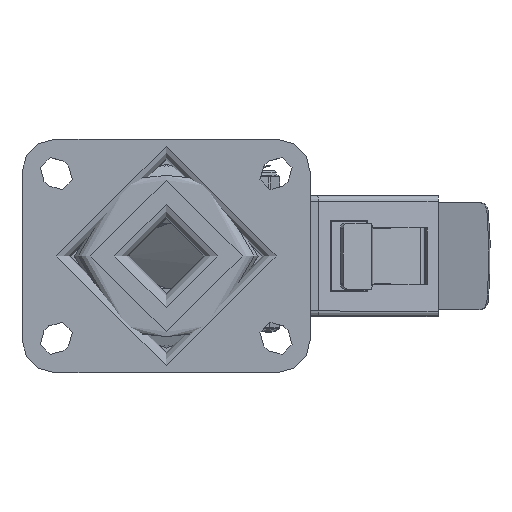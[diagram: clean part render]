
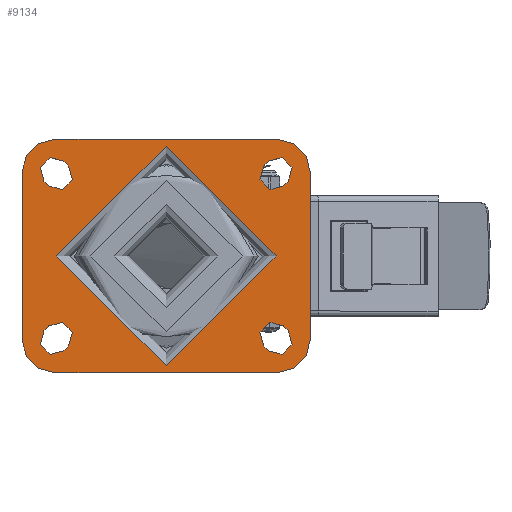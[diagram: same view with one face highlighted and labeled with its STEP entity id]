
A CAD part, top view. The second image highlights one B-rep face of the part: STEP entity #9134.
In plain terms, the highlighted planar face has unit normal (0, 0, 1).
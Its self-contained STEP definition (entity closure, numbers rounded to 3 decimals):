
#492=FACE_BOUND('',#3196,.T.);
#493=FACE_BOUND('',#3197,.T.);
#494=FACE_BOUND('',#3198,.T.);
#495=FACE_BOUND('',#3199,.T.);
#496=FACE_BOUND('',#3200,.T.);
#545=PLANE('',#9905);
#911=LINE('',#13739,#1733);
#912=LINE('',#13740,#1734);
#913=LINE('',#13741,#1735);
#914=LINE('',#13742,#1736);
#915=LINE('',#13743,#1737);
#916=LINE('',#13744,#1738);
#917=LINE('',#13745,#1739);
#918=LINE('',#13746,#1740);
#919=LINE('',#13747,#1741);
#920=LINE('',#13748,#1742);
#921=LINE('',#13749,#1743);
#922=LINE('',#13750,#1744);
#1733=VECTOR('',#11038,1000.);
#1734=VECTOR('',#11039,1000.);
#1735=VECTOR('',#11040,1000.);
#1736=VECTOR('',#11041,1000.);
#1737=VECTOR('',#11042,1000.);
#1738=VECTOR('',#11043,1000.);
#1739=VECTOR('',#11044,1000.);
#1740=VECTOR('',#11045,1000.);
#1741=VECTOR('',#11046,1000.);
#1742=VECTOR('',#11047,1000.);
#1743=VECTOR('',#11048,1000.);
#1744=VECTOR('',#11049,1000.);
#2661=FACE_OUTER_BOUND('',#3195,.T.);
#3195=EDGE_LOOP('',(#6554,#6555,#6556,#6557,#6558,#6559,#6560,#6561));
#3196=EDGE_LOOP('',(#6562,#6563,#6564,#6565));
#3197=EDGE_LOOP('',(#6566,#6567,#6568,#6569));
#3198=EDGE_LOOP('',(#6570,#6571,#6572,#6573));
#3199=EDGE_LOOP('',(#6574,#6575,#6576,#6577));
#3200=EDGE_LOOP('',(#6578));
#3758=CIRCLE('',#9784,5.125);
#3759=CIRCLE('',#9786,5.125);
#3762=CIRCLE('',#9790,5.125);
#3763=CIRCLE('',#9792,5.125);
#3765=CIRCLE('',#9795,5.125);
#3768=CIRCLE('',#9799,5.125);
#3769=CIRCLE('',#9801,5.125);
#3772=CIRCLE('',#9805,5.125);
#3773=CIRCLE('',#9807,12.);
#3775=CIRCLE('',#9810,12.);
#3777=CIRCLE('',#9813,12.);
#3779=CIRCLE('',#9816,12.);
#3800=CIRCLE('',#9847,40.);
#4110=VERTEX_POINT('',#13379);
#4111=VERTEX_POINT('',#13381);
#4112=VERTEX_POINT('',#13385);
#4113=VERTEX_POINT('',#13386);
#4118=VERTEX_POINT('',#13397);
#4119=VERTEX_POINT('',#13399);
#4120=VERTEX_POINT('',#13403);
#4121=VERTEX_POINT('',#13404);
#4124=VERTEX_POINT('',#13412);
#4125=VERTEX_POINT('',#13413);
#4130=VERTEX_POINT('',#13424);
#4131=VERTEX_POINT('',#13426);
#4132=VERTEX_POINT('',#13430);
#4133=VERTEX_POINT('',#13431);
#4138=VERTEX_POINT('',#13442);
#4139=VERTEX_POINT('',#13444);
#4140=VERTEX_POINT('',#13448);
#4141=VERTEX_POINT('',#13449);
#4144=VERTEX_POINT('',#13457);
#4145=VERTEX_POINT('',#13458);
#4148=VERTEX_POINT('',#13466);
#4149=VERTEX_POINT('',#13467);
#4152=VERTEX_POINT('',#13475);
#4153=VERTEX_POINT('',#13476);
#4170=VERTEX_POINT('',#13530);
#4990=EDGE_CURVE('',#4111,#4110,#3758,.T.);
#4992=EDGE_CURVE('',#4112,#4113,#3759,.T.);
#4998=EDGE_CURVE('',#4119,#4118,#3762,.T.);
#5000=EDGE_CURVE('',#4120,#4121,#3763,.T.);
#5004=EDGE_CURVE('',#4124,#4125,#3765,.T.);
#5010=EDGE_CURVE('',#4131,#4130,#3768,.T.);
#5012=EDGE_CURVE('',#4132,#4133,#3769,.T.);
#5018=EDGE_CURVE('',#4139,#4138,#3772,.T.);
#5020=EDGE_CURVE('',#4140,#4141,#3773,.T.);
#5024=EDGE_CURVE('',#4144,#4145,#3775,.T.);
#5028=EDGE_CURVE('',#4148,#4149,#3777,.T.);
#5032=EDGE_CURVE('',#4152,#4153,#3779,.T.);
#5059=EDGE_CURVE('',#4170,#4170,#3800,.T.);
#5163=EDGE_CURVE('',#4149,#4152,#911,.T.);
#5164=EDGE_CURVE('',#4145,#4148,#912,.T.);
#5165=EDGE_CURVE('',#4141,#4144,#913,.T.);
#5166=EDGE_CURVE('',#4153,#4140,#914,.T.);
#5167=EDGE_CURVE('',#4110,#4112,#915,.T.);
#5168=EDGE_CURVE('',#4113,#4111,#916,.T.);
#5169=EDGE_CURVE('',#4118,#4120,#917,.T.);
#5170=EDGE_CURVE('',#4121,#4119,#918,.T.);
#5171=EDGE_CURVE('',#4125,#4131,#919,.T.);
#5172=EDGE_CURVE('',#4130,#4124,#920,.T.);
#5173=EDGE_CURVE('',#4133,#4139,#921,.T.);
#5174=EDGE_CURVE('',#4138,#4132,#922,.T.);
#6554=ORIENTED_EDGE('',*,*,#5032,.F.);
#6555=ORIENTED_EDGE('',*,*,#5163,.F.);
#6556=ORIENTED_EDGE('',*,*,#5028,.F.);
#6557=ORIENTED_EDGE('',*,*,#5164,.F.);
#6558=ORIENTED_EDGE('',*,*,#5024,.F.);
#6559=ORIENTED_EDGE('',*,*,#5165,.F.);
#6560=ORIENTED_EDGE('',*,*,#5020,.F.);
#6561=ORIENTED_EDGE('',*,*,#5166,.F.);
#6562=ORIENTED_EDGE('',*,*,#5167,.T.);
#6563=ORIENTED_EDGE('',*,*,#4992,.T.);
#6564=ORIENTED_EDGE('',*,*,#5168,.T.);
#6565=ORIENTED_EDGE('',*,*,#4990,.T.);
#6566=ORIENTED_EDGE('',*,*,#5169,.T.);
#6567=ORIENTED_EDGE('',*,*,#5000,.T.);
#6568=ORIENTED_EDGE('',*,*,#5170,.T.);
#6569=ORIENTED_EDGE('',*,*,#4998,.T.);
#6570=ORIENTED_EDGE('',*,*,#5171,.T.);
#6571=ORIENTED_EDGE('',*,*,#5010,.T.);
#6572=ORIENTED_EDGE('',*,*,#5172,.T.);
#6573=ORIENTED_EDGE('',*,*,#5004,.T.);
#6574=ORIENTED_EDGE('',*,*,#5173,.T.);
#6575=ORIENTED_EDGE('',*,*,#5018,.T.);
#6576=ORIENTED_EDGE('',*,*,#5174,.T.);
#6577=ORIENTED_EDGE('',*,*,#5012,.T.);
#6578=ORIENTED_EDGE('',*,*,#5059,.F.);
#9134=ADVANCED_FACE('',(#2661,#492,#493,#494,#495,#496),#545,.T.);
#9784=AXIS2_PLACEMENT_3D('',#13382,#10718,#10719);
#9786=AXIS2_PLACEMENT_3D('',#13387,#10723,#10724);
#9790=AXIS2_PLACEMENT_3D('',#13400,#10734,#10735);
#9792=AXIS2_PLACEMENT_3D('',#13405,#10739,#10740);
#9795=AXIS2_PLACEMENT_3D('',#13414,#10747,#10748);
#9799=AXIS2_PLACEMENT_3D('',#13427,#10758,#10759);
#9801=AXIS2_PLACEMENT_3D('',#13432,#10763,#10764);
#9805=AXIS2_PLACEMENT_3D('',#13445,#10774,#10775);
#9807=AXIS2_PLACEMENT_3D('',#13450,#10779,#10780);
#9810=AXIS2_PLACEMENT_3D('',#13459,#10787,#10788);
#9813=AXIS2_PLACEMENT_3D('',#13468,#10795,#10796);
#9816=AXIS2_PLACEMENT_3D('',#13477,#10803,#10804);
#9847=AXIS2_PLACEMENT_3D('',#13531,#10871,#10872);
#9905=AXIS2_PLACEMENT_3D('',#13738,#11036,#11037);
#10718=DIRECTION('center_axis',(0.,0.,-1.));
#10719=DIRECTION('ref_axis',(-1.,0.,0.));
#10723=DIRECTION('center_axis',(0.,0.,-1.));
#10724=DIRECTION('ref_axis',(-1.,0.,0.));
#10734=DIRECTION('center_axis',(0.,0.,-1.));
#10735=DIRECTION('ref_axis',(-1.,0.,0.));
#10739=DIRECTION('center_axis',(0.,0.,-1.));
#10740=DIRECTION('ref_axis',(-1.,0.,0.));
#10747=DIRECTION('center_axis',(0.,0.,-1.));
#10748=DIRECTION('ref_axis',(1.,0.,0.));
#10758=DIRECTION('center_axis',(0.,0.,-1.));
#10759=DIRECTION('ref_axis',(1.,0.,0.));
#10763=DIRECTION('center_axis',(0.,0.,-1.));
#10764=DIRECTION('ref_axis',(1.,0.,0.));
#10774=DIRECTION('center_axis',(0.,0.,-1.));
#10775=DIRECTION('ref_axis',(1.,0.,0.));
#10779=DIRECTION('center_axis',(0.,0.,-1.));
#10780=DIRECTION('ref_axis',(-0.707,0.707,0.));
#10787=DIRECTION('center_axis',(0.,0.,-1.));
#10788=DIRECTION('ref_axis',(0.707,0.707,0.));
#10795=DIRECTION('center_axis',(0.,0.,-1.));
#10796=DIRECTION('ref_axis',(0.707,-0.707,0.));
#10803=DIRECTION('center_axis',(0.,0.,-1.));
#10804=DIRECTION('ref_axis',(-0.707,-0.707,0.));
#10871=DIRECTION('center_axis',(0.,0.,1.));
#10872=DIRECTION('ref_axis',(1.,0.,0.));
#11036=DIRECTION('center_axis',(0.,0.,1.));
#11037=DIRECTION('ref_axis',(1.,0.,0.));
#11038=DIRECTION('',(-1.,0.,0.));
#11039=DIRECTION('',(0.,-1.,0.));
#11040=DIRECTION('',(1.,0.,0.));
#11041=DIRECTION('',(0.,1.,0.));
#11042=DIRECTION('',(-0.707,0.707,0.));
#11043=DIRECTION('',(0.707,-0.707,0.));
#11044=DIRECTION('',(-0.707,-0.707,0.));
#11045=DIRECTION('',(0.707,0.707,0.));
#11046=DIRECTION('',(-0.707,-0.707,0.));
#11047=DIRECTION('',(0.707,0.707,0.));
#11048=DIRECTION('',(-0.707,0.707,0.));
#11049=DIRECTION('',(0.707,-0.707,0.));
#13379=CARTESIAN_POINT('',(37.26,-34.508,0.));
#13381=CARTESIAN_POINT('',(44.508,-27.26,0.));
#13382=CARTESIAN_POINT('Origin',(40.884,-30.884,0.));
#13385=CARTESIAN_POINT('',(35.492,-32.74,0.));
#13386=CARTESIAN_POINT('',(42.74,-25.492,0.));
#13387=CARTESIAN_POINT('Origin',(39.116,-29.116,0.));
#13397=CARTESIAN_POINT('',(44.508,27.26,0.));
#13399=CARTESIAN_POINT('',(37.26,34.508,0.));
#13400=CARTESIAN_POINT('Origin',(40.884,30.884,0.));
#13403=CARTESIAN_POINT('',(42.74,25.492,0.));
#13404=CARTESIAN_POINT('',(35.492,32.74,0.));
#13405=CARTESIAN_POINT('Origin',(39.116,29.116,0.));
#13412=CARTESIAN_POINT('',(-42.74,-25.492,0.));
#13413=CARTESIAN_POINT('',(-35.492,-32.74,0.));
#13414=CARTESIAN_POINT('Origin',(-39.116,-29.116,0.));
#13424=CARTESIAN_POINT('',(-44.508,-27.26,0.));
#13426=CARTESIAN_POINT('',(-37.26,-34.508,0.));
#13427=CARTESIAN_POINT('Origin',(-40.884,-30.884,0.));
#13430=CARTESIAN_POINT('',(-35.492,32.74,0.));
#13431=CARTESIAN_POINT('',(-42.74,25.492,0.));
#13432=CARTESIAN_POINT('Origin',(-39.116,29.116,0.));
#13442=CARTESIAN_POINT('',(-37.26,34.508,0.));
#13444=CARTESIAN_POINT('',(-44.508,27.26,0.));
#13445=CARTESIAN_POINT('Origin',(-40.884,30.884,0.));
#13448=CARTESIAN_POINT('',(-52.5,30.5,0.));
#13449=CARTESIAN_POINT('',(-40.5,42.5,0.));
#13450=CARTESIAN_POINT('Origin',(-40.5,30.5,0.));
#13457=CARTESIAN_POINT('',(40.5,42.5,0.));
#13458=CARTESIAN_POINT('',(52.5,30.5,0.));
#13459=CARTESIAN_POINT('Origin',(40.5,30.5,0.));
#13466=CARTESIAN_POINT('',(52.5,-30.5,0.));
#13467=CARTESIAN_POINT('',(40.5,-42.5,0.));
#13468=CARTESIAN_POINT('Origin',(40.5,-30.5,0.));
#13475=CARTESIAN_POINT('',(-40.5,-42.5,0.));
#13476=CARTESIAN_POINT('',(-52.5,-30.5,0.));
#13477=CARTESIAN_POINT('Origin',(-40.5,-30.5,0.));
#13530=CARTESIAN_POINT('',(40.,0.,0.));
#13531=CARTESIAN_POINT('Origin',(0.,0.,0.));
#13738=CARTESIAN_POINT('Origin',(0.,0.,0.));
#13739=CARTESIAN_POINT('',(52.5,-42.5,0.));
#13740=CARTESIAN_POINT('',(52.5,42.5,0.));
#13741=CARTESIAN_POINT('',(-52.5,42.5,0.));
#13742=CARTESIAN_POINT('',(-52.5,-42.5,0.));
#13743=CARTESIAN_POINT('',(37.26,-34.508,0.));
#13744=CARTESIAN_POINT('',(44.508,-27.26,0.));
#13745=CARTESIAN_POINT('',(44.508,27.26,0.));
#13746=CARTESIAN_POINT('',(37.26,34.508,0.));
#13747=CARTESIAN_POINT('',(-37.26,-34.508,0.));
#13748=CARTESIAN_POINT('',(-44.508,-27.26,0.));
#13749=CARTESIAN_POINT('',(-44.508,27.26,0.));
#13750=CARTESIAN_POINT('',(-37.26,34.508,0.));
